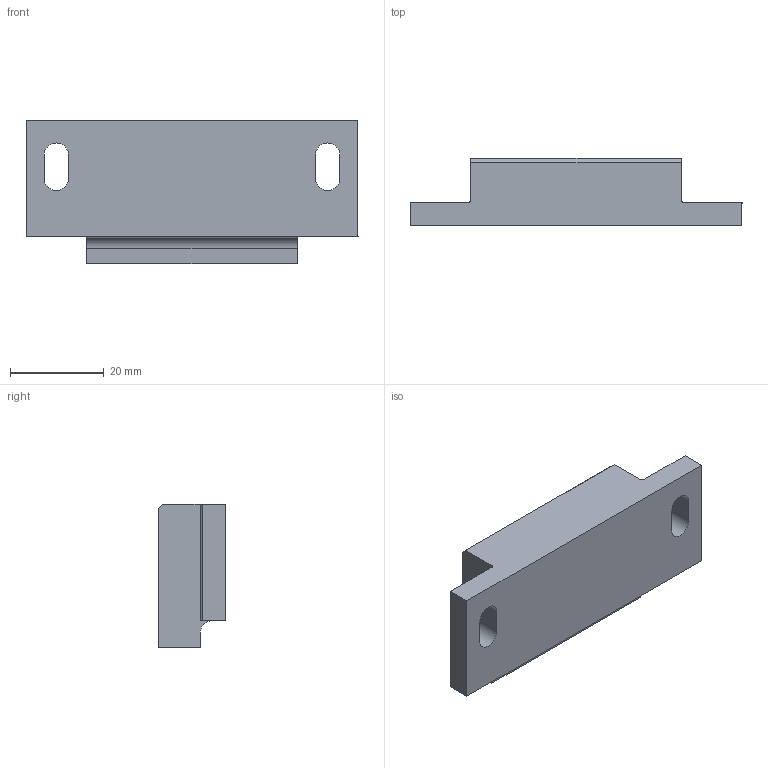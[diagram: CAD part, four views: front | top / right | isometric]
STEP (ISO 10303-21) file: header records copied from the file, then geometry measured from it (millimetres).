
FILE_DESCRIPTION(/* description */ (''),/* implementation_level */ '2;1');
FILE_NAME(/* name */ 'ooze_blocker.step',/* time_stamp */ '2020-03-09T13:00:47+00:00',/* author */ (''),/* organization */ (''),/* preprocessor_version */ 'ST-DEVELOPER v18',/* originating_system */ 'Autodesk Translation Framework v8.12.0.6',/* authorisation */ '');
FILE_SCHEMA (('AUTOMOTIVE_DESIGN { 1 0 10303 214 3 1 1 }'));
Length unit declared in the file: millimetre
Products named in the file (1): ooze blocker
Bounding box: 71 x 14.43 x 30.79 mm (x, y, z)
Volume: 16580.5 mm3; surface area: 7686.3 mm2
Topology: 1 solids, 1 shells, 33 faces, 93 edges, 62 vertices
Faces by surface type: plane 26, cylinder 7
Entity records: 1102 total; most frequent: CARTESIAN_POINT 189, ORIENTED_EDGE 186, DIRECTION 175, EDGE_CURVE 93, LINE 79, VECTOR 79, VERTEX_POINT 62, AXIS2_PLACEMENT_3D 48
